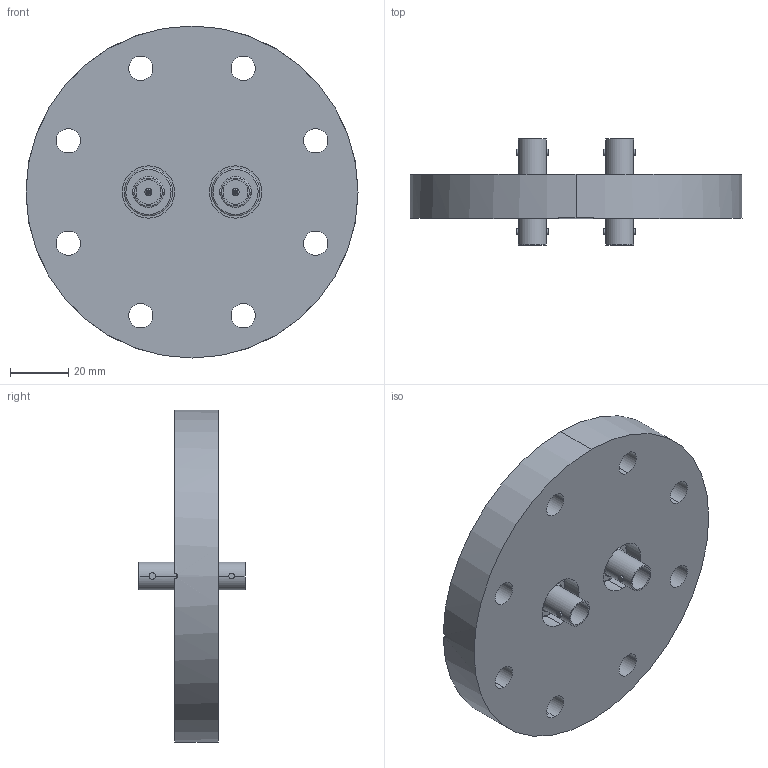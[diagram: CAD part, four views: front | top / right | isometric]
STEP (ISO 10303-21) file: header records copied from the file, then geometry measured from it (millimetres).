
FILE_DESCRIPTION (( 'STEP AP214' ), '1' );
FILE_NAME ('242-BNCD50-C63-2.step', '2025-02-18T20:45:08', ( '' ), ( '' ), 'SwSTEP 2.0', 'SolidWorks 2022', '' );
FILE_SCHEMA (( 'AUTOMOTIVE_DESIGN' ));
Length unit declared in the file: millimetre
Products named in the file (3): 242-BNCD50-C63-2; 242-BNCD50-I; 9411-C63-16.5-2_411-CB63
Assembly tree (3 placements, depth 2):
  242-BNCD50-C63-2
    9411-C63-16.5-2_411-CB63
    242-BNCD50-I  x2
Bounding box: 114.3 x 36.5 x 114.3 mm (x, y, z)
Volume: 136700.7 mm3; surface area: 36266.8 mm2
Topology: 3 solids, 5 shells, 158 faces, 352 edges, 224 vertices
Faces by surface type: cylinder 98, plane 40, cone 12, bspline 8
Entity records: 3815 total; most frequent: CARTESIAN_POINT 743, DIRECTION 552, ORIENTED_EDGE 456, AXIS2_PLACEMENT_3D 237, EDGE_CURVE 228, VERTEX_POINT 146, CIRCLE 136, EDGE_LOOP 132
